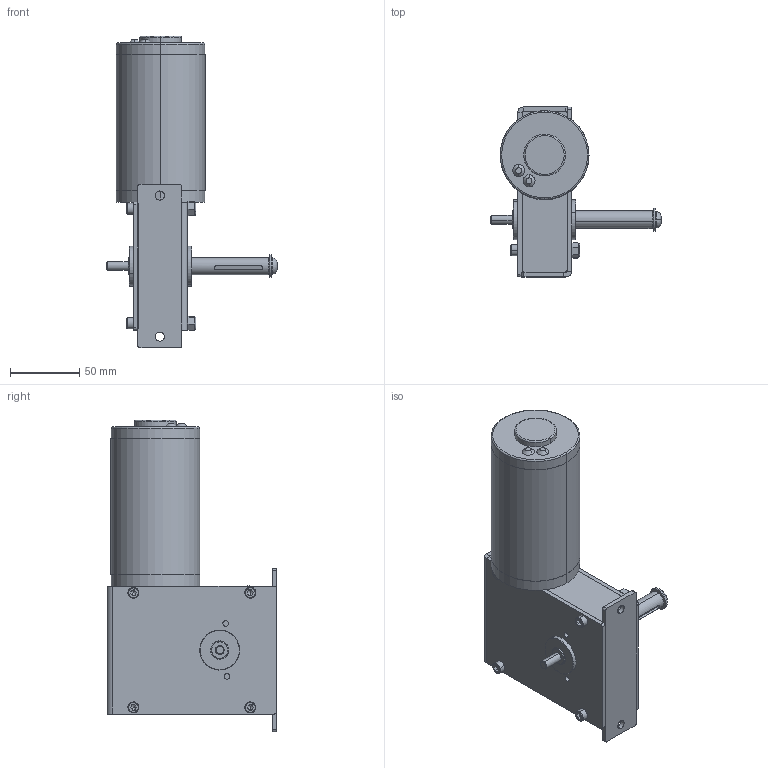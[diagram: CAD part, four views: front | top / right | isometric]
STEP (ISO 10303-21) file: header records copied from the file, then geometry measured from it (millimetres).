
FILE_DESCRIPTION (( 'STEP AP214' ), '1' );
FILE_NAME ('am-0917 Worm Drive Gearbox 16 to 1 updated.STEP', '2015-06-18T18:44:47', ( '' ), ( '' ), 'SwSTEP 2.0', 'SolidWorks 2014', '' );
FILE_SCHEMA (( 'AUTOMOTIVE_DESIGN' ));
Length unit declared in the file: inch
Products named in the file (23): 10-32 Nylock Nut 1_90631A411; am-0917 Worm Drive Gearbox 16 to 1 updated; 10-32x1750_shcs_HX-SHCS 0.19-32x1.375x1-C; 14-20x0500_bhcs; 250_washer; CIM Motor; 500 x 500 spacer - am-2698; FR8ZZ Bearing_smart; FR6ZZ Bearing-ab; Spacer am-1181; 500 Hex to 8mm Adapter; WD Worm Gear Ring; WD Output Shaft; WD Thick Output Plate; WD Worm Shaft; WD Thick Back Plate; 92373A249_92373A249; WD Worm; WD LH Helical gear 12DP 32T 10HA 14.5PA 0.5FW from STP; WD End Plate; 2mmx2mmx10mm_key; WD Motor Mount; SHCS 10-32 x 0.75
Assembly tree (33 placements, depth 2):
  am-0917 Worm Drive Gearbox 16 to 1 updated
    WD Motor Mount
    WD End Plate
    WD Worm
    WD Thick Back Plate
    WD Worm Shaft
    WD Thick Output Plate
    WD Output Shaft
    WD Worm Gear Ring  x2
    500 Hex to 8mm Adapter
    Spacer am-1181  x2
    FR6ZZ Bearing-ab
    FR8ZZ Bearing_smart  x2
    500 x 500 spacer - am-2698
    CIM Motor
    250_washer
    14-20x0500_bhcs
    10-32x1750_shcs_HX-SHCS 0.19-32x1.375x1-C  x4
    10-32 Nylock Nut 1_90631A411  x4
    SHCS 10-32 x 0.75  x2
    2mmx2mmx10mm_key
    WD LH Helical gear 12DP 32T 10HA 14.5PA 0.5FW from STP
    92373A249_92373A249  x2
Bounding box: 122.48 x 122.3 x 224.14 mm (x, y, z)
Volume: 241378.1 mm3; surface area: 177753 mm2
Topology: 36 solids, 39 shells, 1236 faces, 2966 edges, 1827 vertices
Faces by surface type: cylinder 377, plane 289, cone 274, bspline 258, torus 38
Entity records: 140049 total; most frequent: CARTESIAN_POINT 117309, ORIENTED_EDGE 4102, DIRECTION 2983, EDGE_CURVE 2053, VERTEX_POINT 1311, AXIS2_PLACEMENT_3D 1201, EDGE_LOOP 915, ADVANCED_FACE 818
